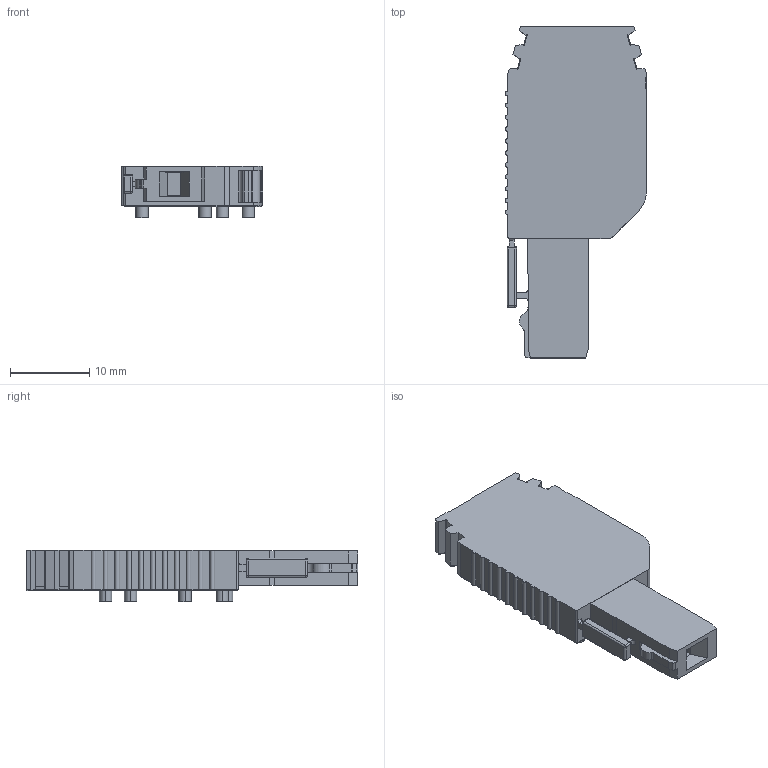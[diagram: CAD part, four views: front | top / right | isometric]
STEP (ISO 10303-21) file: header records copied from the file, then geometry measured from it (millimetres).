
FILE_DESCRIPTION (( 'STEP AP214' ), '1' );
FILE_NAME ('310379_SG_PT 2.5G_1R_Grey.STEP', '2017-10-02T10:11:38', ( '' ), ( '' ), 'SwSTEP 2.0', 'SolidWorks 2017', '' );
FILE_SCHEMA (( 'AUTOMOTIVE_DESIGN' ));
Length unit declared in the file: millimetre
Products named in the file (1): 310379_SG_PT 2.5G_1R_Grey
Bounding box: 17.82 x 41.9 x 6.55 mm (x, y, z)
Volume: 2633.4 mm3; surface area: 2002.5 mm2
Topology: 1 solids, 2 shells, 286 faces, 783 edges, 504 vertices
Faces by surface type: plane 197, cylinder 81, bspline 8
Entity records: 9057 total; most frequent: CARTESIAN_POINT 1692, ORIENTED_EDGE 1550, DIRECTION 1493, EDGE_CURVE 775, LINE 611, VECTOR 611, VERTEX_POINT 504, AXIS2_PLACEMENT_3D 441
